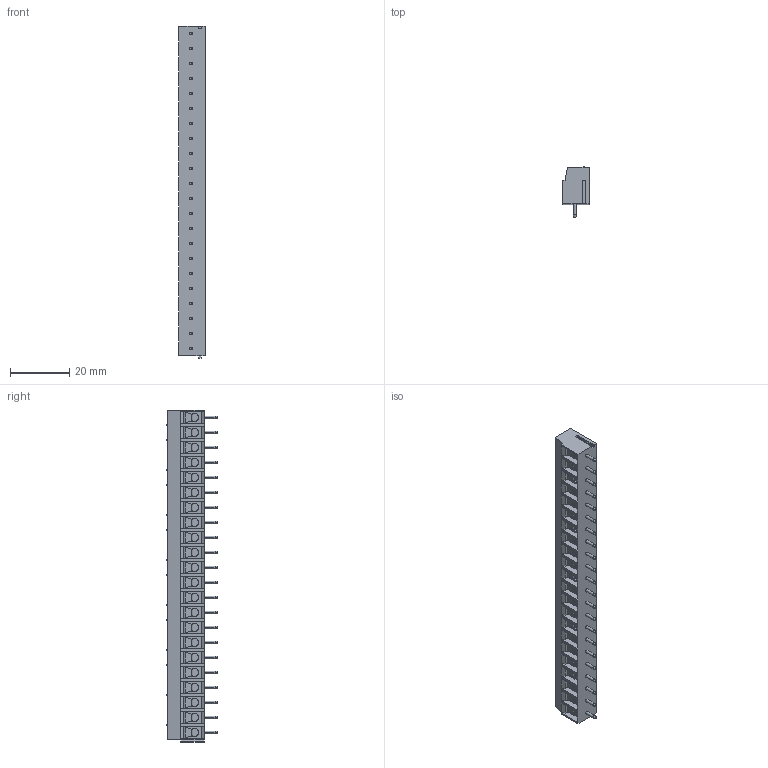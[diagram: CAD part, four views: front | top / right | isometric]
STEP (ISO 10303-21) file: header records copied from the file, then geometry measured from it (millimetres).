
FILE_DESCRIPTION((''),'2;1');
FILE_NAME('TL300R','2024-12-10T',('yanfa'),(''),'PRO/ENGINEER BY PARAMETRIC TECHNOLOGY CORPORATION, 2009280','PRO/ENGINEER BY PARAMETRIC TECHNOLOGY CORPORATION, 2009280','');
FILE_SCHEMA(('AUTOMOTIVE_DESIGN_CC2 { 1 2 10303 214 -1 1 5 2 }'));
Length unit declared in the file: millimetre
Products named in the file (1): TL300R
Bounding box: 9 x 17.3 x 112.45 mm (x, y, z)
Volume: 10178.7 mm3; surface area: 8018.6 mm2
Topology: 1 solids, 1 shells, 1282 faces, 3268 edges, 2062 vertices
Faces by surface type: plane 676, cylinder 402, cone 132, torus 44, sphere 28
Entity records: 38988 total; most frequent: CARTESIAN_POINT 7904, ORIENTED_EDGE 6480, DIRECTION 6444, EDGE_CURVE 3240, AXIS2_PLACEMENT_3D 2274, VERTEX_POINT 2062, VECTOR 1896, LINE 1896
